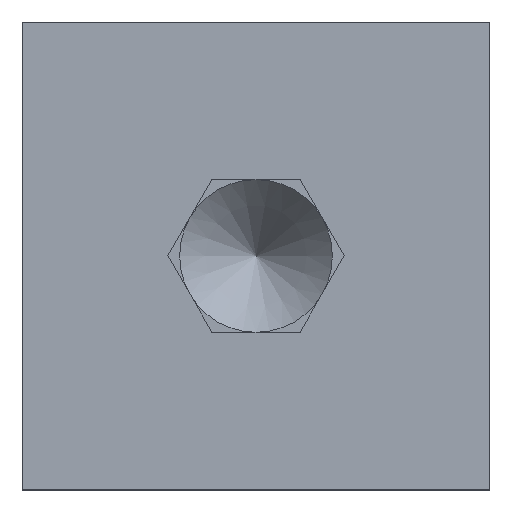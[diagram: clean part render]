
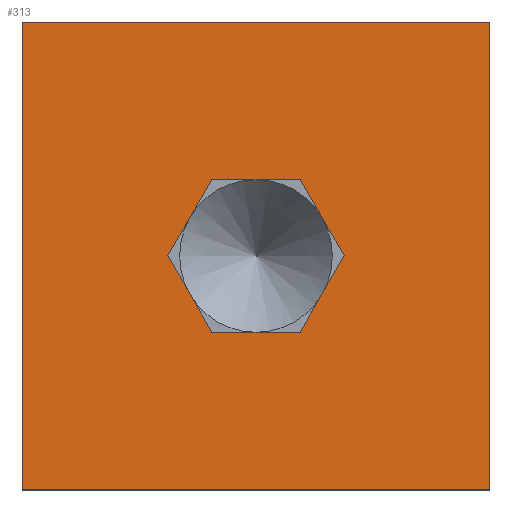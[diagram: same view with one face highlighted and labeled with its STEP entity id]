
A CAD part, top view. The second image highlights one B-rep face of the part: STEP entity #313.
In plain terms, the highlighted planar face has unit normal (0, 0, 1).
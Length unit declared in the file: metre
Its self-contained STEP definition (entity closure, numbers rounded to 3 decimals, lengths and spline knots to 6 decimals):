
#51=ORIENTED_EDGE('',*,*,#131,.F.);
#52=ORIENTED_EDGE('',*,*,#132,.F.);
#53=ORIENTED_EDGE('',*,*,#133,.F.);
#54=ORIENTED_EDGE('',*,*,#134,.F.);
#55=ORIENTED_EDGE('',*,*,#135,.F.);
#56=ORIENTED_EDGE('',*,*,#136,.F.);
#57=ORIENTED_EDGE('',*,*,#121,.F.);
#58=ORIENTED_EDGE('',*,*,#125,.T.);
#59=ORIENTED_EDGE('',*,*,#128,.T.);
#60=ORIENTED_EDGE('',*,*,#130,.F.);
#121=EDGE_CURVE('',#159,#160,#185,.T.);
#125=EDGE_CURVE('',#159,#162,#189,.T.);
#128=EDGE_CURVE('',#162,#164,#192,.T.);
#130=EDGE_CURVE('',#160,#164,#194,.T.);
#131=EDGE_CURVE('',#165,#166,#195,.T.);
#132=EDGE_CURVE('',#167,#165,#196,.T.);
#133=EDGE_CURVE('',#168,#167,#197,.T.);
#134=EDGE_CURVE('',#169,#168,#198,.T.);
#135=EDGE_CURVE('',#170,#169,#199,.T.);
#136=EDGE_CURVE('',#166,#170,#200,.T.);
#159=VERTEX_POINT('',#486);
#160=VERTEX_POINT('',#488);
#162=VERTEX_POINT('',#494);
#164=VERTEX_POINT('',#500);
#165=VERTEX_POINT('',#507);
#166=VERTEX_POINT('',#508);
#167=VERTEX_POINT('',#510);
#168=VERTEX_POINT('',#512);
#169=VERTEX_POINT('',#514);
#170=VERTEX_POINT('',#516);
#185=LINE('',#487,#221);
#189=LINE('',#495,#225);
#192=LINE('',#501,#228);
#194=LINE('',#504,#230);
#195=LINE('',#506,#231);
#196=LINE('',#509,#232);
#197=LINE('',#511,#233);
#198=LINE('',#513,#234);
#199=LINE('',#515,#235);
#200=LINE('',#517,#236);
#221=VECTOR('',#397,1.);
#225=VECTOR('',#403,1.);
#228=VECTOR('',#408,1.);
#230=VECTOR('',#412,1.);
#231=VECTOR('',#415,1.);
#232=VECTOR('',#416,1.);
#233=VECTOR('',#417,1.);
#234=VECTOR('',#418,1.);
#235=VECTOR('',#419,1.);
#236=VECTOR('',#420,1.);
#254=EDGE_LOOP('',(#51,#52,#53,#54,#55,#56));
#255=EDGE_LOOP('',(#57,#58,#59,#60));
#274=FACE_BOUND('',#254,.T.);
#275=FACE_BOUND('',#255,.T.);
#295=PLANE('',#350);
#313=ADVANCED_FACE('',(#274,#275),#295,.T.);
#350=AXIS2_PLACEMENT_3D('',#505,#413,#414);
#397=DIRECTION('',(-1.,0.,0.));
#403=DIRECTION('',(0.,1.,0.));
#408=DIRECTION('',(-1.,0.,0.));
#412=DIRECTION('',(0.,1.,0.));
#413=DIRECTION('',(0.,0.,1.));
#414=DIRECTION('',(1.,0.,0.));
#415=DIRECTION('',(0.5,0.866,0.));
#416=DIRECTION('',(1.,0.,0.));
#417=DIRECTION('',(0.5,-0.866,0.));
#418=DIRECTION('',(-0.5,-0.866,0.));
#419=DIRECTION('',(-1.,0.,0.));
#420=DIRECTION('',(-0.5,0.866,0.));
#486=CARTESIAN_POINT('',(0.009525,-0.009525,0.0127));
#487=CARTESIAN_POINT('',(0.,-0.009525,0.0127));
#488=CARTESIAN_POINT('',(-0.009525,-0.009525,0.0127));
#494=CARTESIAN_POINT('',(0.009525,0.009525,0.0127));
#495=CARTESIAN_POINT('',(0.009525,0.,0.0127));
#500=CARTESIAN_POINT('',(-0.009525,0.009525,0.0127));
#501=CARTESIAN_POINT('',(0.,0.009525,0.0127));
#504=CARTESIAN_POINT('',(-0.009525,0.,0.0127));
#505=CARTESIAN_POINT('',(0.,0.,0.0127));
#506=CARTESIAN_POINT('',(0.002695,-0.001556,0.0127));
#507=CARTESIAN_POINT('',(0.001796,-0.003112,0.0127));
#508=CARTESIAN_POINT('',(0.003593,0.,0.0127));
#509=CARTESIAN_POINT('',(0.,-0.003112,0.0127));
#510=CARTESIAN_POINT('',(-0.001796,-0.003112,0.0127));
#511=CARTESIAN_POINT('',(-0.002695,-0.001556,0.0127));
#512=CARTESIAN_POINT('',(-0.003593,0.,0.0127));
#513=CARTESIAN_POINT('',(-0.002695,0.001556,0.0127));
#514=CARTESIAN_POINT('',(-0.001796,0.003112,0.0127));
#515=CARTESIAN_POINT('',(0.,0.003112,0.0127));
#516=CARTESIAN_POINT('',(0.001796,0.003112,0.0127));
#517=CARTESIAN_POINT('',(0.002695,0.001556,0.0127));
